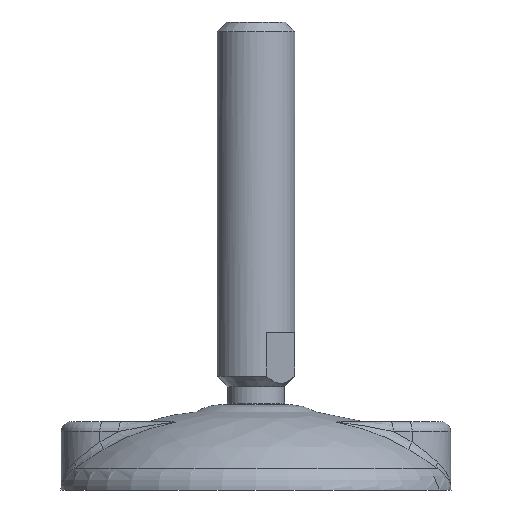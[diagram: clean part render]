
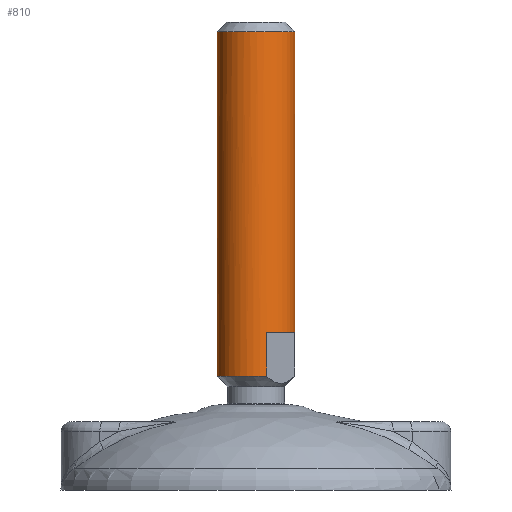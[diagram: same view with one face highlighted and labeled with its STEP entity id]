
A CAD part, front view. The second image highlights one B-rep face of the part: STEP entity #810.
In plain terms, the highlighted cylindrical face has radius 8 mm (diameter 16 mm), a full revolution.
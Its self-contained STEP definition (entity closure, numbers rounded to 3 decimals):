
#111=CYLINDRICAL_SURFACE('',#957,8.);
#158=FACE_OUTER_BOUND('',#212,.T.);
#212=EDGE_LOOP('',(#725,#726,#727,#728,#729,#730,#731,#732,#733,#734,#735,
#736,#737));
#237=LINE('',#2005,#265);
#238=LINE('',#2010,#266);
#239=LINE('',#2014,#267);
#241=LINE('',#2018,#269);
#242=LINE('',#2030,#270);
#265=VECTOR('',#1142,10.);
#266=VECTOR('',#1143,10.);
#267=VECTOR('',#1146,10.);
#269=VECTOR('',#1148,10.);
#270=VECTOR('',#1159,8.);
#317=CIRCLE('',#952,8.);
#318=CIRCLE('',#956,8.);
#319=CIRCLE('',#958,8.);
#320=CIRCLE('',#959,8.);
#321=CIRCLE('',#960,8.);
#322=CIRCLE('',#961,8.);
#323=CIRCLE('',#962,8.);
#388=VERTEX_POINT('',#1999);
#389=VERTEX_POINT('',#2000);
#390=VERTEX_POINT('',#2004);
#391=VERTEX_POINT('',#2006);
#392=VERTEX_POINT('',#2012);
#393=VERTEX_POINT('',#2013);
#394=VERTEX_POINT('',#2015);
#395=VERTEX_POINT('',#2017);
#396=VERTEX_POINT('',#2025);
#397=VERTEX_POINT('',#2026);
#398=VERTEX_POINT('',#2029);
#499=EDGE_CURVE('',#388,#389,#317,.T.);
#501=EDGE_CURVE('',#390,#388,#237,.T.);
#503=EDGE_CURVE('',#389,#391,#238,.T.);
#504=EDGE_CURVE('',#392,#393,#239,.T.);
#506=EDGE_CURVE('',#395,#394,#241,.T.);
#508=EDGE_CURVE('',#394,#392,#318,.T.);
#509=EDGE_CURVE('',#396,#397,#319,.T.);
#510=EDGE_CURVE('',#397,#396,#320,.T.);
#511=EDGE_CURVE('',#397,#398,#242,.T.);
#512=EDGE_CURVE('',#398,#395,#321,.T.);
#513=EDGE_CURVE('',#393,#390,#322,.T.);
#514=EDGE_CURVE('',#391,#398,#323,.T.);
#725=ORIENTED_EDGE('',*,*,#509,.F.);
#726=ORIENTED_EDGE('',*,*,#510,.F.);
#727=ORIENTED_EDGE('',*,*,#511,.T.);
#728=ORIENTED_EDGE('',*,*,#512,.T.);
#729=ORIENTED_EDGE('',*,*,#506,.T.);
#730=ORIENTED_EDGE('',*,*,#508,.T.);
#731=ORIENTED_EDGE('',*,*,#504,.T.);
#732=ORIENTED_EDGE('',*,*,#513,.T.);
#733=ORIENTED_EDGE('',*,*,#501,.T.);
#734=ORIENTED_EDGE('',*,*,#499,.T.);
#735=ORIENTED_EDGE('',*,*,#503,.T.);
#736=ORIENTED_EDGE('',*,*,#514,.T.);
#737=ORIENTED_EDGE('',*,*,#511,.F.);
#810=ADVANCED_FACE('',(#158),#111,.T.);
#952=AXIS2_PLACEMENT_3D('',#2001,#1137,#1138);
#956=AXIS2_PLACEMENT_3D('',#2023,#1151,#1152);
#957=AXIS2_PLACEMENT_3D('',#2024,#1153,#1154);
#958=AXIS2_PLACEMENT_3D('',#2027,#1155,#1156);
#959=AXIS2_PLACEMENT_3D('',#2028,#1157,#1158);
#960=AXIS2_PLACEMENT_3D('',#2031,#1160,#1161);
#961=AXIS2_PLACEMENT_3D('',#2032,#1162,#1163);
#962=AXIS2_PLACEMENT_3D('',#2033,#1164,#1165);
#1137=DIRECTION('center_axis',(0.,0.,-1.));
#1138=DIRECTION('ref_axis',(-1.,0.,0.));
#1142=DIRECTION('',(0.,0.,-1.));
#1143=DIRECTION('',(0.,0.,1.));
#1146=DIRECTION('',(0.,0.,1.));
#1148=DIRECTION('',(0.,0.,-1.));
#1151=DIRECTION('center_axis',(0.,0.,-1.));
#1152=DIRECTION('ref_axis',(-1.,0.,0.));
#1153=DIRECTION('center_axis',(0.,0.,-1.));
#1154=DIRECTION('ref_axis',(-1.,0.,0.));
#1155=DIRECTION('center_axis',(0.,0.,-1.));
#1156=DIRECTION('ref_axis',(1.,0.,0.));
#1157=DIRECTION('center_axis',(0.,0.,-1.));
#1158=DIRECTION('ref_axis',(1.,0.,0.));
#1159=DIRECTION('',(0.,0.,1.));
#1160=DIRECTION('center_axis',(0.,0.,-1.));
#1161=DIRECTION('ref_axis',(1.,0.,0.));
#1162=DIRECTION('center_axis',(0.,0.,-1.));
#1163=DIRECTION('ref_axis',(1.,0.,0.));
#1164=DIRECTION('center_axis',(0.,0.,-1.));
#1165=DIRECTION('ref_axis',(1.,0.,0.));
#1999=CARTESIAN_POINT('',(-4.664,6.5,-9.));
#2000=CARTESIAN_POINT('',(4.664,6.5,-9.));
#2001=CARTESIAN_POINT('Origin',(0.,0.,-9.));
#2004=CARTESIAN_POINT('',(-4.664,6.5,0.));
#2005=CARTESIAN_POINT('',(-4.664,6.5,-35.75));
#2006=CARTESIAN_POINT('',(4.664,6.5,0.));
#2010=CARTESIAN_POINT('',(4.664,6.5,-35.75));
#2012=CARTESIAN_POINT('',(-4.664,-6.5,-9.));
#2013=CARTESIAN_POINT('',(-4.664,-6.5,0.));
#2014=CARTESIAN_POINT('',(-4.664,-6.5,-35.75));
#2015=CARTESIAN_POINT('',(4.664,-6.5,-9.));
#2017=CARTESIAN_POINT('',(4.664,-6.5,0.));
#2018=CARTESIAN_POINT('',(4.664,-6.5,-35.75));
#2023=CARTESIAN_POINT('Origin',(0.,0.,-9.));
#2024=CARTESIAN_POINT('Origin',(0.,0.,-35.75));
#2025=CARTESIAN_POINT('',(-8.,0.,-70.631));
#2026=CARTESIAN_POINT('',(8.,0.,-70.631));
#2027=CARTESIAN_POINT('Origin',(0.,0.,-70.631));
#2028=CARTESIAN_POINT('Origin',(0.,0.,-70.631));
#2029=CARTESIAN_POINT('',(8.,0.,0.));
#2030=CARTESIAN_POINT('',(8.,0.,-35.75));
#2031=CARTESIAN_POINT('Origin',(0.,0.,0.));
#2032=CARTESIAN_POINT('Origin',(0.,0.,0.));
#2033=CARTESIAN_POINT('Origin',(0.,0.,0.));
